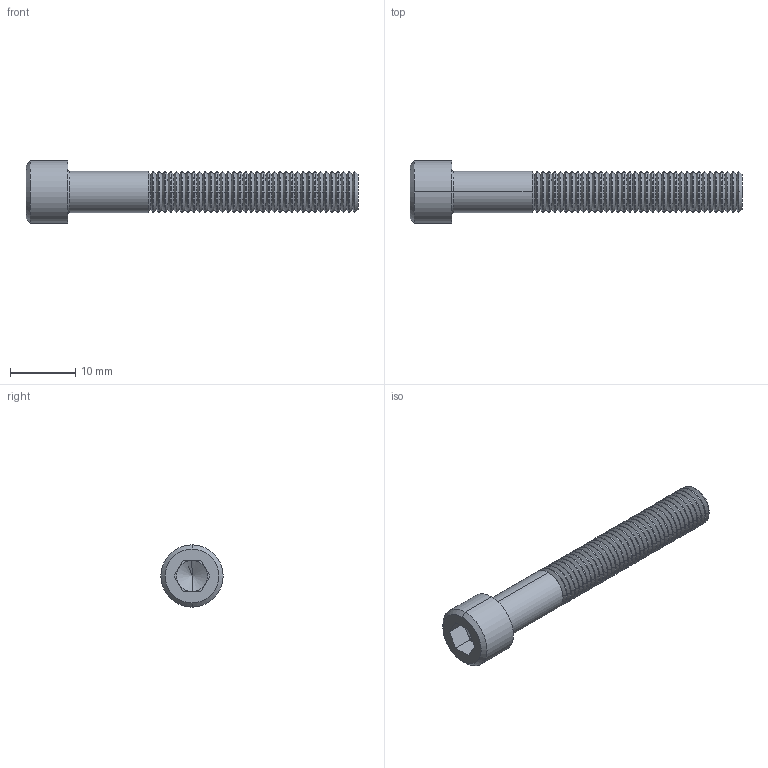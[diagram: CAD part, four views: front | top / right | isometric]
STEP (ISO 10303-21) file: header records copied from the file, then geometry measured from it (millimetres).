
FILE_DESCRIPTION (( 'STEP AP203' ), '1' );
FILE_NAME ('1-4 28 1.75 Socket Cap Bolt.STEP', '2014-12-15T21:32:20', ( 'student' ), ( '' ), 'SwSTEP 2.0', 'SolidWorks 2014', '' );
FILE_SCHEMA (( 'CONFIG_CONTROL_DESIGN' ));
Length unit declared in the file: inch
Products named in the file (1): 1-4 28 1.75 Socket Cap Bolt
Bounding box: 50.8 x 9.53 x 9.53 mm (x, y, z)
Volume: 1645.4 mm3; surface area: 1574.2 mm2
Topology: 1 solids, 1 shells, 241 faces, 630 edges, 391 vertices
Faces by surface type: cone 150, cylinder 74, plane 15, torus 2
Entity records: 7577 total; most frequent: DIRECTION 1492, CARTESIAN_POINT 1261, ORIENTED_EDGE 1256, EDGE_CURVE 628, AXIS2_PLACEMENT_3D 622, VERTEX_POINT 391, CIRCLE 380, LINE 248
